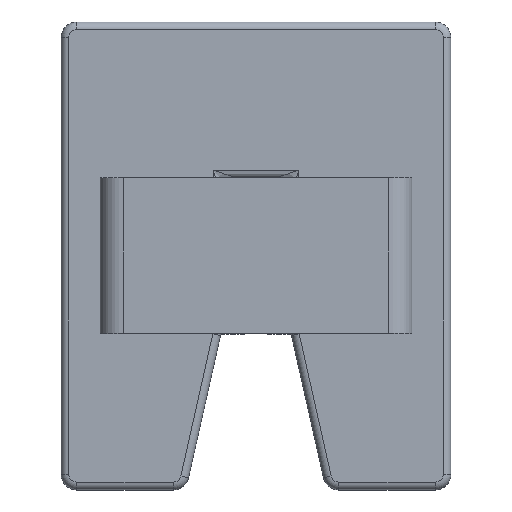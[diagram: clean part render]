
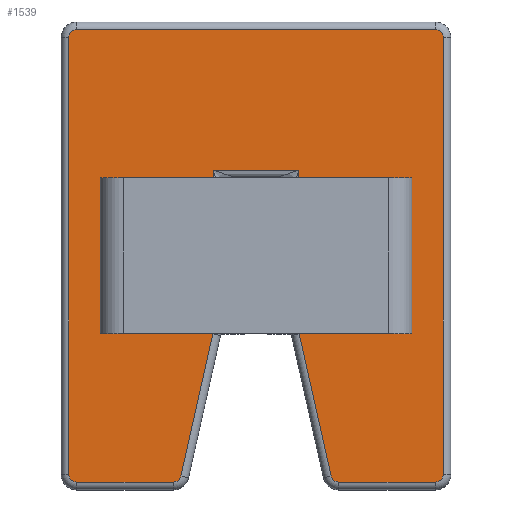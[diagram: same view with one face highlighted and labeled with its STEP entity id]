
A CAD part, top view. The second image highlights one B-rep face of the part: STEP entity #1539.
In plain terms, the highlighted planar face has unit normal (0, 0, 1).
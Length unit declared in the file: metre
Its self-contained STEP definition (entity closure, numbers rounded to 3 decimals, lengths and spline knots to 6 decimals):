
#87=LINE('',#2399,#221);
#88=LINE('',#2403,#222);
#89=LINE('',#2407,#223);
#90=LINE('',#2411,#224);
#91=LINE('',#2413,#225);
#92=LINE('',#2415,#226);
#93=LINE('',#2419,#227);
#94=LINE('',#2423,#228);
#95=LINE('',#2427,#229);
#96=LINE('',#2431,#230);
#221=VECTOR('',#1866,1.);
#222=VECTOR('',#1869,1.);
#223=VECTOR('',#1872,1.);
#224=VECTOR('',#1875,1.);
#225=VECTOR('',#1876,1.);
#226=VECTOR('',#1877,1.);
#227=VECTOR('',#1880,1.);
#228=VECTOR('',#1883,1.);
#229=VECTOR('',#1886,1.);
#230=VECTOR('',#1889,1.);
#355=ORIENTED_EDGE('',*,*,#831,.F.);
#356=ORIENTED_EDGE('',*,*,#832,.T.);
#357=ORIENTED_EDGE('',*,*,#833,.F.);
#358=ORIENTED_EDGE('',*,*,#834,.T.);
#359=ORIENTED_EDGE('',*,*,#835,.F.);
#360=ORIENTED_EDGE('',*,*,#836,.T.);
#361=ORIENTED_EDGE('',*,*,#837,.F.);
#362=ORIENTED_EDGE('',*,*,#838,.T.);
#363=ORIENTED_EDGE('',*,*,#839,.T.);
#364=ORIENTED_EDGE('',*,*,#840,.T.);
#365=ORIENTED_EDGE('',*,*,#841,.F.);
#366=ORIENTED_EDGE('',*,*,#842,.T.);
#367=ORIENTED_EDGE('',*,*,#843,.F.);
#368=ORIENTED_EDGE('',*,*,#844,.T.);
#369=ORIENTED_EDGE('',*,*,#845,.F.);
#370=ORIENTED_EDGE('',*,*,#846,.T.);
#371=ORIENTED_EDGE('',*,*,#847,.F.);
#372=ORIENTED_EDGE('',*,*,#848,.T.);
#831=EDGE_CURVE('',#1069,#1070,#1213,.F.);
#832=EDGE_CURVE('',#1069,#1071,#87,.T.);
#833=EDGE_CURVE('',#1072,#1071,#1214,.F.);
#834=EDGE_CURVE('',#1072,#1073,#88,.T.);
#835=EDGE_CURVE('',#1074,#1073,#1215,.F.);
#836=EDGE_CURVE('',#1074,#1075,#89,.T.);
#837=EDGE_CURVE('',#1076,#1075,#1216,.F.);
#838=EDGE_CURVE('',#1076,#1077,#90,.T.);
#839=EDGE_CURVE('',#1077,#1078,#91,.T.);
#840=EDGE_CURVE('',#1078,#1079,#92,.T.);
#841=EDGE_CURVE('',#1080,#1079,#1217,.F.);
#842=EDGE_CURVE('',#1080,#1081,#93,.T.);
#843=EDGE_CURVE('',#1082,#1081,#1218,.F.);
#844=EDGE_CURVE('',#1082,#1083,#94,.T.);
#845=EDGE_CURVE('',#1084,#1083,#1219,.F.);
#846=EDGE_CURVE('',#1084,#1085,#95,.T.);
#847=EDGE_CURVE('',#1086,#1085,#1220,.F.);
#848=EDGE_CURVE('',#1086,#1070,#96,.T.);
#1069=VERTEX_POINT('',#2397);
#1070=VERTEX_POINT('',#2398);
#1071=VERTEX_POINT('',#2400);
#1072=VERTEX_POINT('',#2402);
#1073=VERTEX_POINT('',#2404);
#1074=VERTEX_POINT('',#2406);
#1075=VERTEX_POINT('',#2408);
#1076=VERTEX_POINT('',#2410);
#1077=VERTEX_POINT('',#2412);
#1078=VERTEX_POINT('',#2414);
#1079=VERTEX_POINT('',#2416);
#1080=VERTEX_POINT('',#2418);
#1081=VERTEX_POINT('',#2420);
#1082=VERTEX_POINT('',#2422);
#1083=VERTEX_POINT('',#2424);
#1084=VERTEX_POINT('',#2426);
#1085=VERTEX_POINT('',#2428);
#1086=VERTEX_POINT('',#2430);
#1213=CIRCLE('',#1662,0.00005);
#1214=CIRCLE('',#1663,0.00005);
#1215=CIRCLE('',#1664,0.00005);
#1216=CIRCLE('',#1665,0.00005);
#1217=CIRCLE('',#1666,0.00005);
#1218=CIRCLE('',#1667,0.00005);
#1219=CIRCLE('',#1668,0.00005);
#1220=CIRCLE('',#1669,0.00005);
#1309=EDGE_LOOP('',(#355,#356,#357,#358,#359,#360,#361,#362,#363,#364,#365,
#366,#367,#368,#369,#370,#371,#372));
#1407=FACE_BOUND('',#1309,.T.);
#1505=PLANE('',#1661);
#1539=ADVANCED_FACE('',(#1407),#1505,.T.);
#1661=AXIS2_PLACEMENT_3D('',#2395,#1862,#1863);
#1662=AXIS2_PLACEMENT_3D('',#2396,#1864,#1865);
#1663=AXIS2_PLACEMENT_3D('',#2401,#1867,#1868);
#1664=AXIS2_PLACEMENT_3D('',#2405,#1870,#1871);
#1665=AXIS2_PLACEMENT_3D('',#2409,#1873,#1874);
#1666=AXIS2_PLACEMENT_3D('',#2417,#1878,#1879);
#1667=AXIS2_PLACEMENT_3D('',#2421,#1881,#1882);
#1668=AXIS2_PLACEMENT_3D('',#2425,#1884,#1885);
#1669=AXIS2_PLACEMENT_3D('',#2429,#1887,#1888);
#1862=DIRECTION('',(0.,0.,1.));
#1863=DIRECTION('',(1.,0.,0.));
#1864=DIRECTION('',(0.,0.,1.));
#1865=DIRECTION('',(1.,0.,0.));
#1866=DIRECTION('',(0.,-1.,0.));
#1867=DIRECTION('',(0.,0.,1.));
#1868=DIRECTION('',(1.,0.,0.));
#1869=DIRECTION('',(1.,0.,0.));
#1870=DIRECTION('',(0.,0.,1.));
#1871=DIRECTION('',(1.,0.,0.));
#1872=DIRECTION('',(0.22,0.976,0.));
#1873=DIRECTION('',(0.,0.,1.));
#1874=DIRECTION('',(1.,0.,0.));
#1875=DIRECTION('',(0.,1.,0.));
#1876=DIRECTION('',(1.,0.,0.));
#1877=DIRECTION('',(0.,-1.,0.));
#1878=DIRECTION('',(0.,0.,1.));
#1879=DIRECTION('',(1.,0.,0.));
#1880=DIRECTION('',(0.22,-0.976,0.));
#1881=DIRECTION('',(0.,0.,1.));
#1882=DIRECTION('',(1.,0.,0.));
#1883=DIRECTION('',(1.,0.,0.));
#1884=DIRECTION('',(0.,0.,1.));
#1885=DIRECTION('',(1.,0.,0.));
#1886=DIRECTION('',(0.,1.,0.));
#1887=DIRECTION('',(0.,0.,1.));
#1888=DIRECTION('',(1.,0.,0.));
#1889=DIRECTION('',(-1.,0.,0.));
#2395=CARTESIAN_POINT('',(0.,0.,0.0007));
#2396=CARTESIAN_POINT('',(-0.00115,0.0014,0.0007));
#2397=CARTESIAN_POINT('',(-0.0012,0.0014,0.0007));
#2398=CARTESIAN_POINT('',(-0.00115,0.00145,0.0007));
#2399=CARTESIAN_POINT('',(-0.0012,-0.0015,0.0007));
#2400=CARTESIAN_POINT('',(-0.0012,-0.0014,0.0007));
#2401=CARTESIAN_POINT('',(-0.00115,-0.0014,0.0007));
#2402=CARTESIAN_POINT('',(-0.00115,-0.00145,0.0007));
#2403=CARTESIAN_POINT('',(-0.00045,-0.00145,0.0007));
#2404=CARTESIAN_POINT('',(-0.00053,-0.00145,0.0007));
#2405=CARTESIAN_POINT('',(-0.00053,-0.0014,0.0007));
#2406=CARTESIAN_POINT('',(-0.000481,-0.001411,0.0007));
#2407=CARTESIAN_POINT('',(-0.000274,-0.000489,0.0007));
#2408=CARTESIAN_POINT('',(-0.000276,-0.0005,0.0007));
#2409=CARTESIAN_POINT('',(-0.000325,-0.000489,0.0007));
#2410=CARTESIAN_POINT('',(-0.000275,-0.000489,0.0007));
#2411=CARTESIAN_POINT('',(-0.000275,0.0005,0.0007));
#2412=CARTESIAN_POINT('',(-0.000275,0.00055,0.0007));
#2413=CARTESIAN_POINT('',(0.000225,0.00055,0.0007));
#2414=CARTESIAN_POINT('',(0.000275,0.00055,0.0007));
#2415=CARTESIAN_POINT('',(0.000275,-0.0005,0.0007));
#2416=CARTESIAN_POINT('',(0.000275,-0.000489,0.0007));
#2417=CARTESIAN_POINT('',(0.000325,-0.000489,0.0007));
#2418=CARTESIAN_POINT('',(0.000276,-0.0005,0.0007));
#2419=CARTESIAN_POINT('',(0.000499,-0.001489,0.0007));
#2420=CARTESIAN_POINT('',(0.000481,-0.001411,0.0007));
#2421=CARTESIAN_POINT('',(0.00053,-0.0014,0.0007));
#2422=CARTESIAN_POINT('',(0.00053,-0.00145,0.0007));
#2423=CARTESIAN_POINT('',(0.00125,-0.00145,0.0007));
#2424=CARTESIAN_POINT('',(0.00115,-0.00145,0.0007));
#2425=CARTESIAN_POINT('',(0.00115,-0.0014,0.0007));
#2426=CARTESIAN_POINT('',(0.0012,-0.0014,0.0007));
#2427=CARTESIAN_POINT('',(0.0012,0.0015,0.0007));
#2428=CARTESIAN_POINT('',(0.0012,0.0014,0.0007));
#2429=CARTESIAN_POINT('',(0.00115,0.0014,0.0007));
#2430=CARTESIAN_POINT('',(0.00115,0.00145,0.0007));
#2431=CARTESIAN_POINT('',(-0.00125,0.00145,0.0007));
